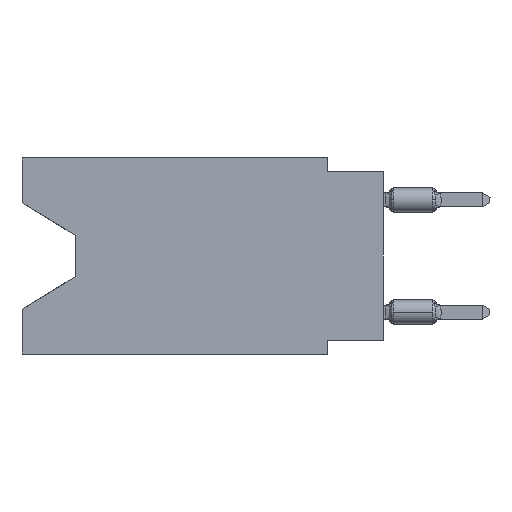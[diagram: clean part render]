
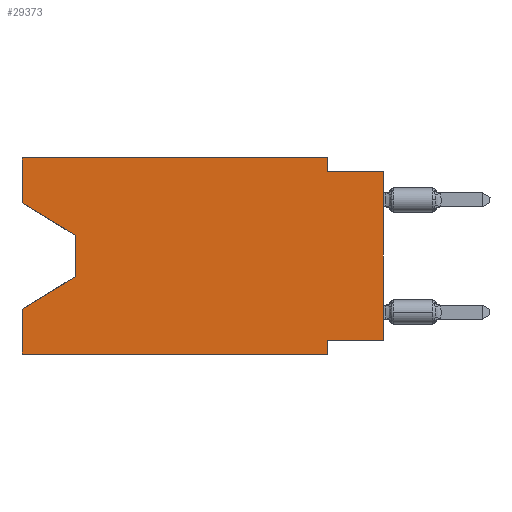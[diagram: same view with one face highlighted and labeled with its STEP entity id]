
A CAD part, left-side view. The second image highlights one B-rep face of the part: STEP entity #29373.
In plain terms, the highlighted planar face has unit normal (-1, 0, 0).
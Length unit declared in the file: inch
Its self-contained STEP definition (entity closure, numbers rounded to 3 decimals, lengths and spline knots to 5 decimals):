
#241 = VECTOR ( 'NONE', #37847, 39.37008 ) ;
#2000 = LINE ( 'NONE', #41538, #12801 ) ;
#3967 = CARTESIAN_POINT ( 'NONE',  ( 0., 0., -0.325 ) ) ;
#4818 = DIRECTION ( 'NONE',  ( 0., 0., -1. ) ) ;
#5743 = DIRECTION ( 'NONE',  ( 0., 0., 1. ) ) ;
#6118 = ORIENTED_EDGE ( 'NONE', *, *, #29378, .T. ) ;
#6207 = VERTEX_POINT ( 'NONE', #28076 ) ;
#6589 = CARTESIAN_POINT ( 'NONE',  ( 0., 0.645, -0.35 ) ) ;
#6667 = LINE ( 'NONE', #9612, #26850 ) ;
#7625 = EDGE_CURVE ( 'NONE', #25123, #21291, #17734, .T. ) ;
#8015 = CARTESIAN_POINT ( 'NONE',  ( 0., 0.645, 0. ) ) ;
#8556 = CARTESIAN_POINT ( 'NONE',  ( 0., 0.55, -0.138 ) ) ;
#9612 = CARTESIAN_POINT ( 'NONE',  ( 0., 0.1, 0. ) ) ;
#11240 = ORIENTED_EDGE ( 'NONE', *, *, #50372, .F. ) ;
#11835 = FACE_OUTER_BOUND ( 'NONE', #17592, .T. ) ;
#12289 = ORIENTED_EDGE ( 'NONE', *, *, #21020, .T. ) ;
#12801 = VECTOR ( 'NONE', #5743, 39.37008 ) ;
#13632 = CARTESIAN_POINT ( 'NONE',  ( 0., 0.55, -0.138 ) ) ;
#13734 = VERTEX_POINT ( 'NONE', #23497 ) ;
#15253 = EDGE_CURVE ( 'NONE', #38888, #6207, #44264, .T. ) ;
#15866 = CARTESIAN_POINT ( 'NONE',  ( 0., 0., 0. ) ) ;
#17592 = EDGE_LOOP ( 'NONE', ( #6118, #38291, #25593, #33013, #54596, #36018, #45690, #12289, #28423, #11240, #35262, #53596 ) ) ;
#17734 = LINE ( 'NONE', #35200, #41082 ) ;
#18056 = EDGE_CURVE ( 'NONE', #31548, #25123, #52070, .T. ) ;
#18121 = VERTEX_POINT ( 'NONE', #3967 ) ;
#18200 = VECTOR ( 'NONE', #29026, 39.37008 ) ;
#20014 = VERTEX_POINT ( 'NONE', #27505 ) ;
#21020 = EDGE_CURVE ( 'NONE', #18121, #6207, #37635, .T. ) ;
#21291 = VERTEX_POINT ( 'NONE', #37494 ) ;
#22071 = EDGE_CURVE ( 'NONE', #47877, #13734, #25252, .T. ) ;
#22159 = LINE ( 'NONE', #44474, #55376 ) ;
#22611 = DIRECTION ( 'NONE',  ( 0., 0.855, -0.519 ) ) ;
#23497 = CARTESIAN_POINT ( 'NONE',  ( 0., 0.1, -0.35 ) ) ;
#24655 = CARTESIAN_POINT ( 'NONE',  ( 0., 0.1, -0.325 ) ) ;
#24942 = LINE ( 'NONE', #8015, #40682 ) ;
#25123 = VERTEX_POINT ( 'NONE', #42288 ) ;
#25252 = LINE ( 'NONE', #46718, #241 ) ;
#25593 = ORIENTED_EDGE ( 'NONE', *, *, #7625, .T. ) ;
#25913 = DIRECTION ( 'NONE',  ( 0., 0., -1. ) ) ;
#26744 = VECTOR ( 'NONE', #40540, 39.37008 ) ;
#26850 = VECTOR ( 'NONE', #27099, 39.37008 ) ;
#27008 = DIRECTION ( 'NONE',  ( 0., -1., 0. ) ) ;
#27099 = DIRECTION ( 'NONE',  ( 0., 0., -1. ) ) ;
#27505 = CARTESIAN_POINT ( 'NONE',  ( 0., 0.645, 0. ) ) ;
#27619 = VECTOR ( 'NONE', #25913, 39.37008 ) ;
#27683 = CARTESIAN_POINT ( 'NONE',  ( 0., 0.645, -0.08025 ) ) ;
#27692 = EDGE_CURVE ( 'NONE', #20014, #46839, #22159, .T. ) ;
#28076 = CARTESIAN_POINT ( 'NONE',  ( 0., 0., -0.025 ) ) ;
#28423 = ORIENTED_EDGE ( 'NONE', *, *, #15253, .F. ) ;
#29026 = DIRECTION ( 'NONE',  ( 0., -0.855, -0.519 ) ) ;
#29373 = ADVANCED_FACE ( 'NONE', ( #11835 ), #32735, .F. ) ;
#29378 = EDGE_CURVE ( 'NONE', #31691, #31548, #36779, .T. ) ;
#31548 = VERTEX_POINT ( 'NONE', #13632 ) ;
#31691 = VERTEX_POINT ( 'NONE', #27683 ) ;
#31732 = CARTESIAN_POINT ( 'NONE',  ( 0., 0., -0.325 ) ) ;
#32469 = CARTESIAN_POINT ( 'NONE',  ( 0., 0.645, -0.08025 ) ) ;
#32581 = DIRECTION ( 'NONE',  ( 0., 1., 0. ) ) ;
#32735 = PLANE ( 'NONE',  #44747 ) ;
#33013 = ORIENTED_EDGE ( 'NONE', *, *, #46111, .F. ) ;
#33321 = DIRECTION ( 'NONE',  ( 0., 0., -1. ) ) ;
#34163 = EDGE_CURVE ( 'NONE', #36771, #13734, #44230, .T. ) ;
#35119 = CARTESIAN_POINT ( 'NONE',  ( 0., 0.1, 0. ) ) ;
#35200 = CARTESIAN_POINT ( 'NONE',  ( 0., 0.55, -0.212 ) ) ;
#35262 = ORIENTED_EDGE ( 'NONE', *, *, #27692, .F. ) ;
#36018 = ORIENTED_EDGE ( 'NONE', *, *, #34163, .F. ) ;
#36771 = VERTEX_POINT ( 'NONE', #24655 ) ;
#36779 = LINE ( 'NONE', #32469, #18200 ) ;
#36882 = EDGE_CURVE ( 'NONE', #31691, #20014, #24942, .T. ) ;
#37494 = CARTESIAN_POINT ( 'NONE',  ( 0., 0.645, -0.26975 ) ) ;
#37635 = LINE ( 'NONE', #15866, #37757 ) ;
#37757 = VECTOR ( 'NONE', #38196, 39.37008 ) ;
#37847 = DIRECTION ( 'NONE',  ( 0., -1., 0. ) ) ;
#38196 = DIRECTION ( 'NONE',  ( 0., 0., 1. ) ) ;
#38291 = ORIENTED_EDGE ( 'NONE', *, *, #18056, .T. ) ;
#38888 = VERTEX_POINT ( 'NONE', #47862 ) ;
#40163 = EDGE_CURVE ( 'NONE', #18121, #36771, #44636, .T. ) ;
#40246 = CARTESIAN_POINT ( 'NONE',  ( 0., 0., -0.025 ) ) ;
#40540 = DIRECTION ( 'NONE',  ( 0., -1., 0. ) ) ;
#40682 = VECTOR ( 'NONE', #42686, 39.37008 ) ;
#41082 = VECTOR ( 'NONE', #22611, 39.37008 ) ;
#41538 = CARTESIAN_POINT ( 'NONE',  ( 0., 0.645, 0. ) ) ;
#42288 = CARTESIAN_POINT ( 'NONE',  ( 0., 0.55, -0.212 ) ) ;
#42686 = DIRECTION ( 'NONE',  ( 0., 0., 1. ) ) ;
#44230 = LINE ( 'NONE', #51946, #27619 ) ;
#44264 = LINE ( 'NONE', #40246, #26744 ) ;
#44474 = CARTESIAN_POINT ( 'NONE',  ( 0., 0.645, 0. ) ) ;
#44636 = LINE ( 'NONE', #31732, #50831 ) ;
#44747 = AXIS2_PLACEMENT_3D ( 'NONE', #55085, #45644, #33321 ) ;
#45644 = DIRECTION ( 'NONE',  ( 1., 0., 0. ) ) ;
#45690 = ORIENTED_EDGE ( 'NONE', *, *, #40163, .F. ) ;
#46111 = EDGE_CURVE ( 'NONE', #47877, #21291, #2000, .T. ) ;
#46718 = CARTESIAN_POINT ( 'NONE',  ( 0., 0.645, -0.35 ) ) ;
#46839 = VERTEX_POINT ( 'NONE', #35119 ) ;
#47862 = CARTESIAN_POINT ( 'NONE',  ( 0., 0.1, -0.025 ) ) ;
#47877 = VERTEX_POINT ( 'NONE', #6589 ) ;
#50372 = EDGE_CURVE ( 'NONE', #46839, #38888, #6667, .T. ) ;
#50831 = VECTOR ( 'NONE', #32581, 39.37008 ) ;
#51946 = CARTESIAN_POINT ( 'NONE',  ( 0., 0.1, -0.35 ) ) ;
#52070 = LINE ( 'NONE', #8556, #53971 ) ;
#53596 = ORIENTED_EDGE ( 'NONE', *, *, #36882, .F. ) ;
#53971 = VECTOR ( 'NONE', #4818, 39.37008 ) ;
#54596 = ORIENTED_EDGE ( 'NONE', *, *, #22071, .T. ) ;
#55085 = CARTESIAN_POINT ( 'NONE',  ( 0., 0.645, 0. ) ) ;
#55376 = VECTOR ( 'NONE', #27008, 39.37008 ) ;
